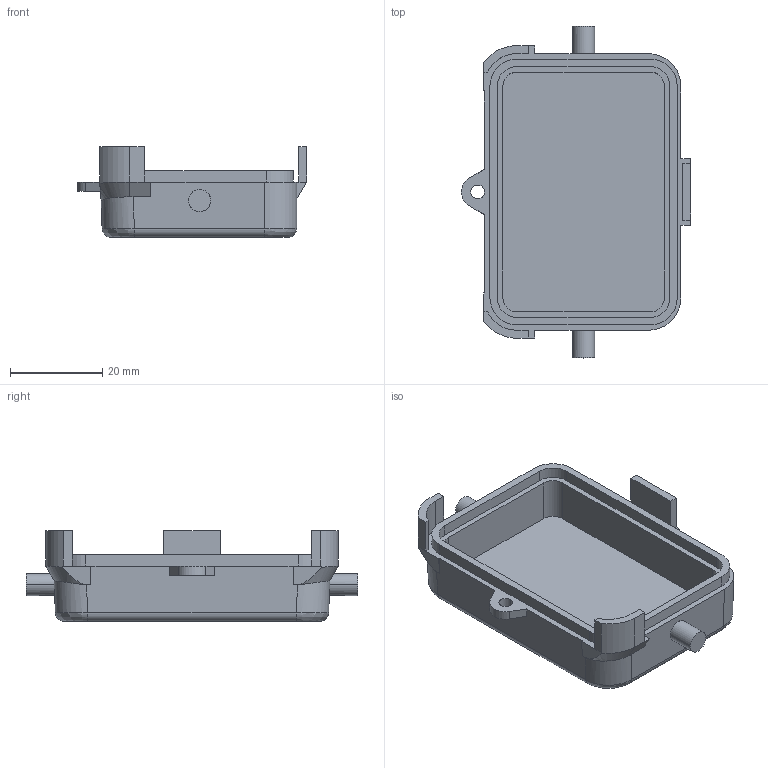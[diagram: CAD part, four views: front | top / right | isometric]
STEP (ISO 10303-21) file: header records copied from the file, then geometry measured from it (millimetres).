
FILE_DESCRIPTION(('Creo Elements/Direct Modeling STEP Export'),'2;1');
FILE_NAME('0ln7tug3tl6kmpi372','2015-11-10T13:18:54',(''),(''),'PTC Creo Elements/Direct Modeling STEP processor for AP214 (Solid Model)','PTC Creo Elements/Direct Modeling 19.0B 21-Mar-2015 (C) Parametric Technology GmbH','');
FILE_SCHEMA(('AUTOMOTIVE_DESIGN { 1 0 10303 214 1 1 1 1 }'));
Length unit declared in the file: millimetre
Products named in the file (2): CHC_06_SL
Assembly tree (1 placements, depth 2):
  CHC_06_SL
    CHC_06_SL
Bounding box: 49.7 x 72 x 19.7 mm (x, y, z)
Volume: 14010.9 mm3; surface area: 10629.9 mm2
Topology: 1 solids, 1 shells, 142 faces, 375 edges, 246 vertices
Faces by surface type: plane 91, cylinder 45, bspline 6
Entity records: 4763 total; most frequent: CARTESIAN_POINT 1206, ORIENTED_EDGE 750, DIRECTION 695, EDGE_CURVE 375, VECTOR 265, LINE 265, VERTEX_POINT 246, AXIS2_PLACEMENT_3D 215
